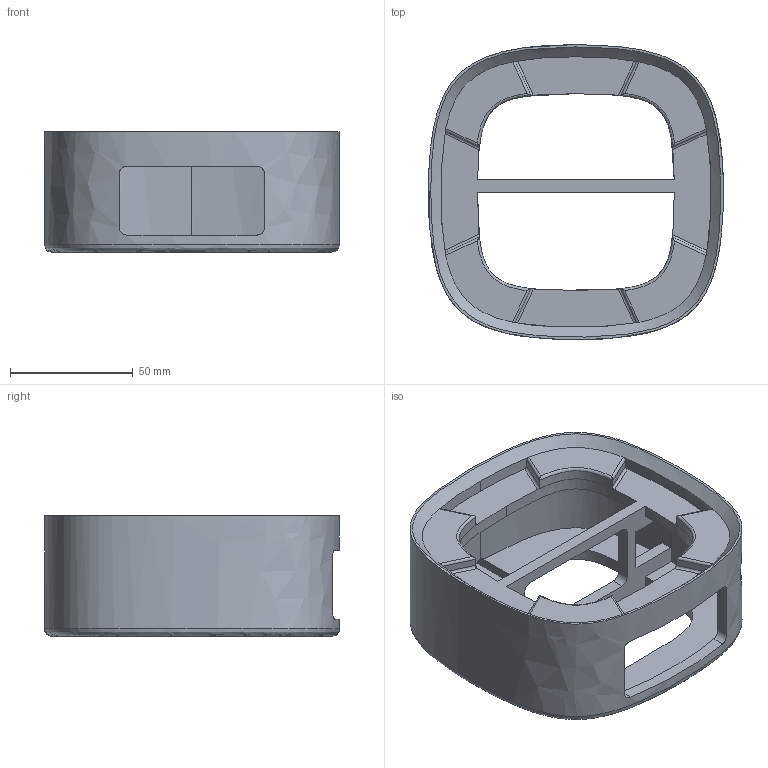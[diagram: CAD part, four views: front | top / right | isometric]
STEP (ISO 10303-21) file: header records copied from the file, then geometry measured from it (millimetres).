
FILE_DESCRIPTION(/* description */ (''),/* implementation_level */ '2;1');
FILE_NAME(/* name */ 'Sonos USBhub v2.step',/* time_stamp */ '2017-11-10T08:13:47+01:00',/* author */ (''),/* organization */ (''),/* preprocessor_version */ 'ST-DEVELOPER v16.13',/* originating_system */ 'Autodesk Translation Framework v6.1.1.50',/* authorisation */ '');
FILE_SCHEMA (('AUTOMOTIVE_DESIGN { 1 0 10303 214 3 1 1 }'));
Length unit declared in the file: millimetre
Products named in the file (1): Sonos USBhub v2
Bounding box: 119.82 x 119.91 x 49 mm (x, y, z)
Volume: 148722.5 mm3; surface area: 61903.7 mm2
Topology: 1 solids, 1 shells, 96 faces, 265 edges, 168 vertices
Faces by surface type: plane 42, bspline 28, cylinder 26
Entity records: 7979 total; most frequent: CARTESIAN_POINT 5826, ORIENTED_EDGE 530, DIRECTION 314, EDGE_CURVE 265, VERTEX_POINT 168, LINE 144, VECTOR 144, EDGE_LOOP 105
